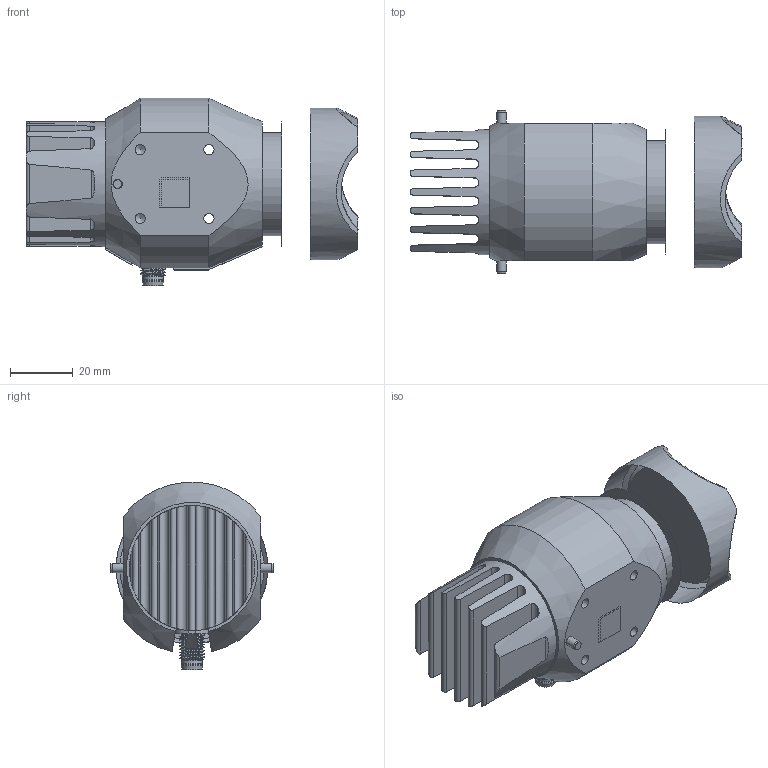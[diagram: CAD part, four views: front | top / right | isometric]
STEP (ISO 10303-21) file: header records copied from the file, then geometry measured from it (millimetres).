
FILE_DESCRIPTION(/* description */ (''),/* implementation_level */ '2;1');
FILE_NAME(/* name */ 'S-30x100-xxxx-N-CLR-P-S.stp',/* time_stamp */ '2022-05-19T09:49:50+02:00',/* author */ ('Nutzer'),/* organization */ (''),/* preprocessor_version */ 'ST-DEVELOPER v19',/* authorisation */ '');
FILE_SCHEMA (('AUTOMOTIVE_DESIGN { 1 0 10303 214 3 1 1 }'));
Length unit declared in the file: millimetre
Products named in the file (1): S-30x50-xxxx-N-CLR-P-S_Vereinfachen_1
Bounding box: 106.15 x 52 x 59.9 mm (x, y, z)
Volume: 145227.5 mm3; surface area: 29126 mm2
Topology: 1 solids, 21 shells, 213 faces, 618 edges, 432 vertices
Faces by surface type: plane 127, cylinder 55, cone 18, bspline 13
Full cylindrical faces by diameter (mm): 3 x2, 3.242 x8, 6.5 x1, 6.9 x1, 8 x7, 33 x1, 40 x1, 40.5 x1, 48.5 x1
Entity records: 14037 total; most frequent: CARTESIAN_POINT 8320, ORIENTED_EDGE 1164, DIRECTION 1014, EDGE_CURVE 610, VERTEX_POINT 432, LINE 358, VECTOR 358, AXIS2_PLACEMENT_3D 328
